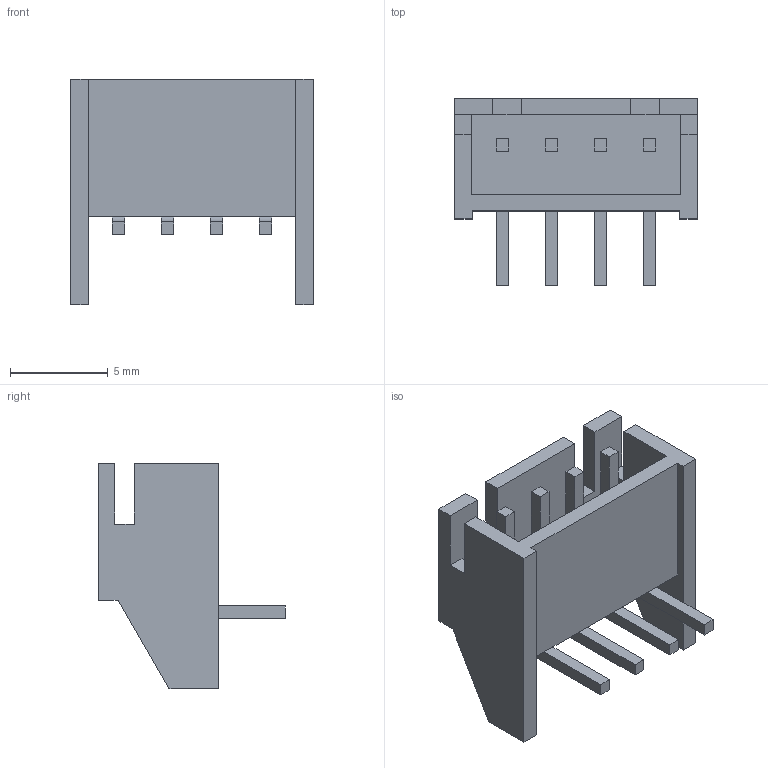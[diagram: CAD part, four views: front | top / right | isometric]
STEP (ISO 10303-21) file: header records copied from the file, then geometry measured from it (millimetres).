
FILE_DESCRIPTION (( 'STEP AP214' ), '1' );
FILE_NAME ('S4B-XH-A-1.STEP', '2010-06-21T03:38:24', ( '9g-mnaganawa' ), ( 'ｊｓｔ－ｏｅｃ' ), 'SwSTEP 2.0', 'SolidWorks 2005235', '' );
FILE_SCHEMA (( 'AUTOMOTIVE_DESIGN' ));
Length unit declared in the file: millimetre
Products named in the file (1): S4B-XH-A-1
Bounding box: 12.4 x 9.55 x 11.5 mm (x, y, z)
Volume: 334.5 mm3; surface area: 740.9 mm2
Topology: 1 solids, 1 shells, 80 faces, 210 edges, 140 vertices
Faces by surface type: plane 72, cylinder 8
Entity records: 2981 total; most frequent: CARTESIAN_POINT 431, ORIENTED_EDGE 420, DIRECTION 388, EDGE_CURVE 210, VECTOR 194, LINE 194, VERTEX_POINT 140, AXIS2_PLACEMENT_3D 97
